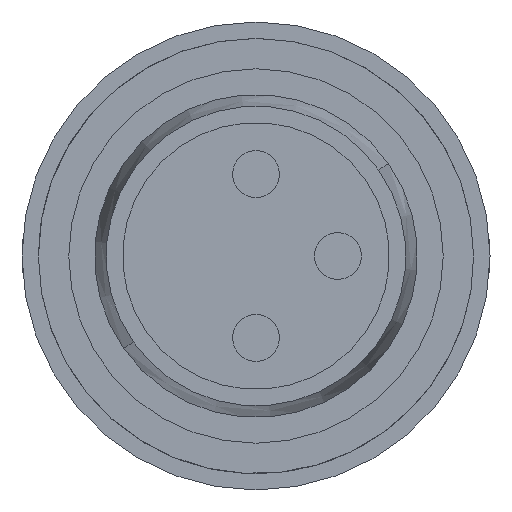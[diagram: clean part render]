
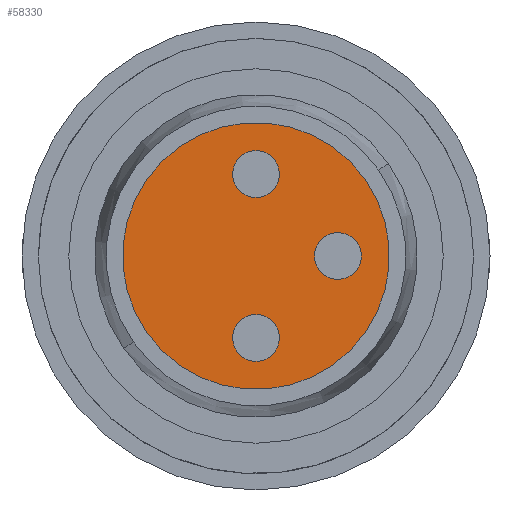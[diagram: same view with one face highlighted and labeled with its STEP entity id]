
A CAD part, left-side view. The second image highlights one B-rep face of the part: STEP entity #58330.
In plain terms, the highlighted face is planar.
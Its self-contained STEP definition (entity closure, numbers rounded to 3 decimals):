
#6740=CARTESIAN_POINT('',(-1.34,-0.287,-33.7));
#6750=VERTEX_POINT('',#6740);
#6930=CARTESIAN_POINT('',(-2.16,0.287,-33.7));
#6940=VERTEX_POINT('',#6930);
#6970=CARTESIAN_POINT('',(-1.75,0.,-33.7)
);
#6980=DIRECTION('',(0.,0.,-1.));
#6990=DIRECTION('',(-0.819,0.574,
0.));
#7000=AXIS2_PLACEMENT_3D('',#6970,#6980,#6990);
#7010=CIRCLE('',#7000,0.5);
#7020=EDGE_CURVE('',#6750,#6940,#7010,.T.);
#19690=CARTESIAN_POINT('',(0.41,-2.037,-33.7));
#19700=VERTEX_POINT('',#19690);
#19880=CARTESIAN_POINT('',(-0.41,-1.463,-33.7));
#19890=VERTEX_POINT('',#19880);
#19920=CARTESIAN_POINT('',(0.,-1.75,-33.7));
#19930=DIRECTION('',(0.,0.,-1.));
#19940=DIRECTION('',(-0.819,0.574,
0.));
#19950=AXIS2_PLACEMENT_3D('',#19920,#19930,#19940);
#19960=CIRCLE('',#19950,0.5);
#19970=EDGE_CURVE('',#19700,#19890,#19960,.T.);
#33690=CARTESIAN_POINT('',(2.16,-0.287,-33.7));
#33700=VERTEX_POINT('',#33690);
#33780=CARTESIAN_POINT('',(1.34,0.287,-33.7));
#33790=VERTEX_POINT('',#33780);
#33820=CARTESIAN_POINT('',(1.75,0.,-33.7));
#33830=DIRECTION('',(0.,0.,-1.));
#33840=DIRECTION('',(-0.819,0.574,
0.));
#33850=AXIS2_PLACEMENT_3D('',#33820,#33830,#33840);
#33860=CIRCLE('',#33850,0.5);
#33870=EDGE_CURVE('',#33700,#33790,#33860,.T.);
#57780=CARTESIAN_POINT('',(1.635,2.335,-33.7));
#57790=VERTEX_POINT('',#57780);
#57870=CARTESIAN_POINT('',(-1.635,-2.335,-33.7));
#57880=VERTEX_POINT('',#57870);
#57910=CARTESIAN_POINT('',(0.,0.,
-33.7));
#57920=DIRECTION('',(0.,0.,1.));
#57930=DIRECTION('',(-0.574,-0.819,
0.));
#57940=AXIS2_PLACEMENT_3D('',#57910,#57920,#57930);
#57950=CIRCLE('',#57940,2.85);
#57960=EDGE_CURVE('',#57790,#57880,#57950,.T.);
#58080=CARTESIAN_POINT('',(0.825,1.178,-33.7));
#58090=DIRECTION('',(0.,0.,1.));
#58100=DIRECTION('',(-0.574,-0.819,
0.));
#58110=AXIS2_PLACEMENT_3D('',#58080,#58090,#58100);
#58120=PLANE('',#58110);
#58130=EDGE_CURVE('',#57880,#57790,#57950,.T.);
#58140=ORIENTED_EDGE('',*,*,#58130,.F.);
#58150=ORIENTED_EDGE('',*,*,#57960,.F.);
#58160=EDGE_LOOP('',(#58150,#58140));
#58170=FACE_OUTER_BOUND('',#58160,.T.);
#58180=EDGE_CURVE('',#19890,#19700,#19960,.T.);
#58190=ORIENTED_EDGE('',*,*,#58180,.F.);
#58200=ORIENTED_EDGE('',*,*,#19970,.F.);
#58210=EDGE_LOOP('',(#58200,#58190));
#58220=FACE_BOUND('',#58210,.T.);
#58230=EDGE_CURVE('',#33790,#33700,#33860,.T.);
#58240=ORIENTED_EDGE('',*,*,#58230,.F.);
#58250=ORIENTED_EDGE('',*,*,#33870,.F.);
#58260=EDGE_LOOP('',(#58250,#58240));
#58270=FACE_BOUND('',#58260,.T.);
#58280=EDGE_CURVE('',#6940,#6750,#7010,.T.);
#58290=ORIENTED_EDGE('',*,*,#58280,.F.);
#58300=ORIENTED_EDGE('',*,*,#7020,.F.);
#58310=EDGE_LOOP('',(#58300,#58290));
#58320=FACE_BOUND('',#58310,.T.);
#58330=ADVANCED_FACE('',(#58170,#58220,#58270,#58320),#58120,.F.);
